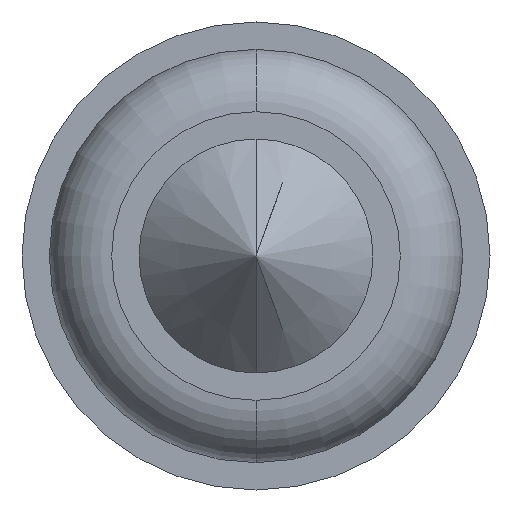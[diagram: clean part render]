
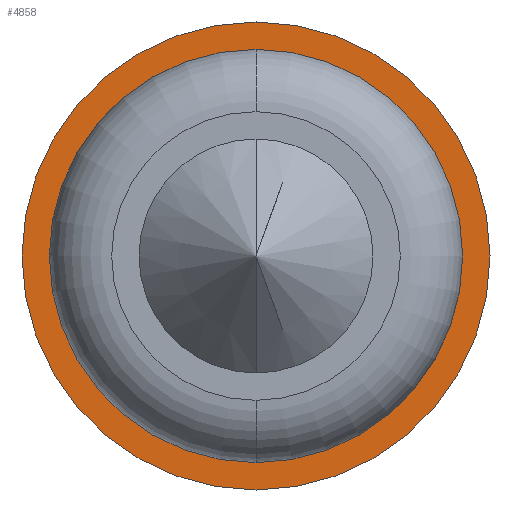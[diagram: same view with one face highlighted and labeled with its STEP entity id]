
A CAD part, front view. The second image highlights one B-rep face of the part: STEP entity #4858.
In plain terms, the highlighted planar face has unit normal (0, -1, 0).
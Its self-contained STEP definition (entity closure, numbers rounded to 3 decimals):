
#140 = ORIENTED_EDGE ( 'NONE', *, *, #1906, .F. ) ;
#210 = DIRECTION ( 'NONE',  ( 0., 0., 1. ) ) ;
#368 = DIRECTION ( 'NONE',  ( 0., 0., 1. ) ) ;
#552 = DIRECTION ( 'NONE',  ( 0., 1., 0. ) ) ;
#599 = CARTESIAN_POINT ( 'NONE',  ( 0., -2., 0. ) ) ;
#629 = ORIENTED_EDGE ( 'NONE', *, *, #1104, .F. ) ;
#756 = CIRCLE ( 'NONE', #879, 1.5 ) ;
#775 = ORIENTED_EDGE ( 'NONE', *, *, #906, .T. ) ;
#843 = AXIS2_PLACEMENT_3D ( 'NONE', #599, #2983, #210 ) ;
#879 = AXIS2_PLACEMENT_3D ( 'NONE', #2810, #4405, #1627 ) ;
#881 = ORIENTED_EDGE ( 'NONE', *, *, #1322, .T. ) ;
#906 = EDGE_CURVE ( 'Defeature ausgef�hrt1_42+Defeature ausgef�hrt1_41+Defeature ausgef�hrt1_41+Defeature ausgef�hrt1_41', #4848, #2808, #3753, .T. ) ;
#1104 = EDGE_CURVE ( 'Defeature ausgef�hrt1_43+Defeature ausgef�hrt1_42+Defeature ausgef�hrt1_42+Defeature ausgef�hrt1_42', #4144, #2868, #2745, .T. ) ;
#1275 = CARTESIAN_POINT ( 'NONE',  ( 0., -2., 1.325 ) ) ;
#1322 = EDGE_CURVE ( 'Defeature ausgef�hrt1_42+Defeature ausgef�hrt1_41+Defeature ausgef�hrt1_41+Defeature ausgef�hrt1_41', #2808, #4848, #3749, .T. ) ;
#1627 = DIRECTION ( 'NONE',  ( 0., 0., 1. ) ) ;
#1789 = CARTESIAN_POINT ( 'NONE',  ( 0., -2., -1.5 ) ) ;
#1906 = EDGE_CURVE ( 'Defeature ausgef�hrt1_43+Defeature ausgef�hrt1_42+Defeature ausgef�hrt1_42+Defeature ausgef�hrt1_42', #2868, #4144, #756, .T. ) ;
#1991 = DIRECTION ( 'NONE',  ( 0., 0., -1. ) ) ;
#2339 = AXIS2_PLACEMENT_3D ( 'NONE', #2345, #2752, #368 ) ;
#2345 = CARTESIAN_POINT ( 'NONE',  ( 0., -2., 0. ) ) ;
#2381 = DIRECTION ( 'NONE',  ( 0., -1., 0. ) ) ;
#2576 = DIRECTION ( 'NONE',  ( 0., 0., 1. ) ) ;
#2592 = AXIS2_PLACEMENT_3D ( 'NONE', #3804, #552, #2576 ) ;
#2672 = FACE_BOUND ( 'NONE', #4672, .T. ) ;
#2745 = CIRCLE ( 'NONE', #2339, 1.5 ) ;
#2752 = DIRECTION ( 'NONE',  ( 0., 1., 0. ) ) ;
#2795 = FACE_OUTER_BOUND ( 'NONE', #5143, .T. ) ;
#2808 = VERTEX_POINT ( 'NONE', #1275 ) ;
#2810 = CARTESIAN_POINT ( 'NONE',  ( 0., -2., 0. ) ) ;
#2868 = VERTEX_POINT ( 'NONE', #3351 ) ;
#2983 = DIRECTION ( 'NONE',  ( 0., 1., 0. ) ) ;
#3351 = CARTESIAN_POINT ( 'NONE',  ( 0., -2., 1.5 ) ) ;
#3619 = AXIS2_PLACEMENT_3D ( 'NONE', #3644, #2381, #1991 ) ;
#3644 = CARTESIAN_POINT ( 'NONE',  ( -1.5, -2., 0. ) ) ;
#3660 = PLANE ( 'NONE',  #3619 ) ;
#3749 = CIRCLE ( 'NONE', #843, 1.325 ) ;
#3753 = CIRCLE ( 'NONE', #2592, 1.325 ) ;
#3804 = CARTESIAN_POINT ( 'NONE',  ( 0., -2., 0. ) ) ;
#4144 = VERTEX_POINT ( 'NONE', #1789 ) ;
#4405 = DIRECTION ( 'NONE',  ( 0., 1., 0. ) ) ;
#4672 = EDGE_LOOP ( 'NONE', ( #881, #775 ) ) ;
#4817 = CARTESIAN_POINT ( 'NONE',  ( 0., -2., -1.325 ) ) ;
#4848 = VERTEX_POINT ( 'NONE', #4817 ) ;
#4858 = ADVANCED_FACE ( 'Defeature ausgef�hrt1_42', ( #2672, #2795 ), #3660, .T. ) ;
#5143 = EDGE_LOOP ( 'NONE', ( #140, #629 ) ) ;
